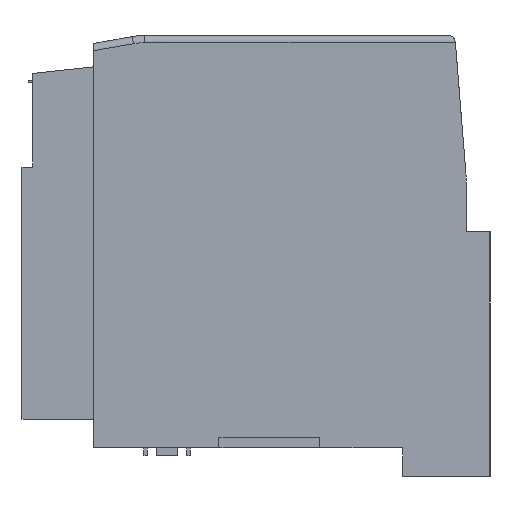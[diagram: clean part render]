
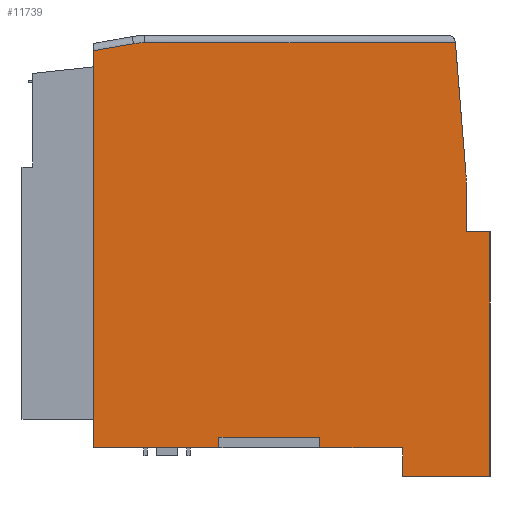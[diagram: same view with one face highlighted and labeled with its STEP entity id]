
A CAD part, left-side view. The second image highlights one B-rep face of the part: STEP entity #11739.
In plain terms, the highlighted planar face has unit normal (-1, 0, 0).
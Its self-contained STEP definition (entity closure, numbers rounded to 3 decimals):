
#399 = CARTESIAN_POINT ( 'NONE',  ( -44.35, 8.45, 1.5 ) ) ;
#1235 = VERTEX_POINT ( 'NONE', #17427 ) ;
#1256 = AXIS2_PLACEMENT_3D ( 'NONE', #17869, #4127, #20156 ) ;
#1785 = VECTOR ( 'NONE', #8745, 1000. ) ;
#2240 = EDGE_CURVE ( 'NONE', #18543, #17896, #15182, .T. ) ;
#2256 = VECTOR ( 'NONE', #14379, 1000. ) ;
#3409 = VECTOR ( 'NONE', #28478, 1000. ) ;
#3467 = DIRECTION ( 'NONE',  ( 0., 1., 0. ) ) ;
#3828 = DIRECTION ( 'NONE',  ( 0., 0., -1. ) ) ;
#4127 = DIRECTION ( 'NONE',  ( -1., 0., 0. ) ) ;
#4152 = LINE ( 'NONE', #14812, #3409 ) ;
#4944 = DIRECTION ( 'NONE',  ( 1., 0., 0. ) ) ;
#5008 = CARTESIAN_POINT ( 'NONE',  ( -44.35, -17.09, 0. ) ) ;
#5370 = VECTOR ( 'NONE', #3467, 1000. ) ;
#5420 = CARTESIAN_POINT ( 'NONE',  ( -44.35, -17.09, -4. ) ) ;
#5617 = CARTESIAN_POINT ( 'NONE',  ( -44.35, 20.332, 56.216 ) ) ;
#5645 = VERTEX_POINT ( 'NONE', #21270 ) ;
#5761 = ORIENTED_EDGE ( 'NONE', *, *, #15690, .T. ) ;
#6427 = CARTESIAN_POINT ( 'NONE',  ( -44.35, -29.25, 30.05 ) ) ;
#6633 = LINE ( 'NONE', #28185, #25675 ) ;
#7001 = DIRECTION ( 'NONE',  ( 0., -0.081, -0.997 ) ) ;
#7164 = CARTESIAN_POINT ( 'NONE',  ( -44.35, -29.25, 30.05 ) ) ;
#7218 = VERTEX_POINT ( 'NONE', #9479 ) ;
#7398 = ORIENTED_EDGE ( 'NONE', *, *, #20887, .T. ) ;
#7438 = ORIENTED_EDGE ( 'NONE', *, *, #24149, .F. ) ;
#7492 = EDGE_CURVE ( 'NONE', #16250, #29047, #15727, .T. ) ;
#7533 = DIRECTION ( 'NONE',  ( 0., 0., -1. ) ) ;
#7612 = DIRECTION ( 'NONE',  ( -1., 0., 0. ) ) ;
#7909 = LINE ( 'NONE', #6427, #1785 ) ;
#8088 = EDGE_CURVE ( 'NONE', #28411, #1235, #15312, .T. ) ;
#8745 = DIRECTION ( 'NONE',  ( 0., 1., 0. ) ) ;
#8764 = EDGE_CURVE ( 'NONE', #16629, #21217, #9457, .T. ) ;
#9079 = VERTEX_POINT ( 'NONE', #7164 ) ;
#9090 = CIRCLE ( 'NONE', #27211, 20. ) ;
#9199 = VECTOR ( 'NONE', #7533, 1000. ) ;
#9442 = PLANE ( 'NONE',  #12739 ) ;
#9457 = LINE ( 'NONE', #21569, #14863 ) ;
#9479 = CARTESIAN_POINT ( 'NONE',  ( -44.35, 18.784, 56.35 ) ) ;
#9958 = LINE ( 'NONE', #17593, #28200 ) ;
#10209 = CARTESIAN_POINT ( 'NONE',  ( -44.35, -29.25, -4. ) ) ;
#10811 = VERTEX_POINT ( 'NONE', #5008 ) ;
#10866 = ORIENTED_EDGE ( 'NONE', *, *, #27172, .F. ) ;
#10884 = CARTESIAN_POINT ( 'NONE',  ( -44.35, 25.95, 0. ) ) ;
#10895 = VERTEX_POINT ( 'NONE', #5420 ) ;
#11177 = DIRECTION ( 'NONE',  ( 0., -1., 0. ) ) ;
#11467 = LINE ( 'NONE', #28603, #5370 ) ;
#11655 = VECTOR ( 'NONE', #7001, 1000. ) ;
#11692 = ORIENTED_EDGE ( 'NONE', *, *, #22608, .T. ) ;
#11739 = ADVANCED_FACE ( 'NONE', ( #11948 ), #9442, .F. ) ;
#11741 = ORIENTED_EDGE ( 'NONE', *, *, #2240, .T. ) ;
#11948 = FACE_OUTER_BOUND ( 'NONE', #25328, .T. ) ;
#12469 = EDGE_CURVE ( 'NONE', #16645, #10895, #23991, .T. ) ;
#12502 = DIRECTION ( 'NONE',  ( 0., 0.985, -0.172 ) ) ;
#12602 = EDGE_CURVE ( 'NONE', #5645, #7218, #11467, .T. ) ;
#12739 = AXIS2_PLACEMENT_3D ( 'NONE', #18640, #4944, #20935 ) ;
#13238 = ORIENTED_EDGE ( 'NONE', *, *, #7492, .F. ) ;
#14017 = CARTESIAN_POINT ( 'NONE',  ( -44.35, -17.09, -4. ) ) ;
#14257 = CARTESIAN_POINT ( 'NONE',  ( -44.35, -25.95, 57.35 ) ) ;
#14379 = DIRECTION ( 'NONE',  ( 0., -1., 0. ) ) ;
#14547 = DIRECTION ( 'NONE',  ( 0., 0., -1. ) ) ;
#14812 = CARTESIAN_POINT ( 'NONE',  ( -44.35, -29.25, 30.05 ) ) ;
#14863 = VECTOR ( 'NONE', #12502, 1000. ) ;
#15182 = LINE ( 'NONE', #18927, #2256 ) ;
#15312 = LINE ( 'NONE', #14257, #9199 ) ;
#15645 = EDGE_CURVE ( 'NONE', #16250, #16400, #9958, .T. ) ;
#15690 = EDGE_CURVE ( 'NONE', #21217, #18543, #25370, .T. ) ;
#15727 = LINE ( 'NONE', #28260, #22551 ) ;
#16250 = VERTEX_POINT ( 'NONE', #26758 ) ;
#16302 = DIRECTION ( 'NONE',  ( 0., 0., 1. ) ) ;
#16329 = ORIENTED_EDGE ( 'NONE', *, *, #16421, .F. ) ;
#16400 = VERTEX_POINT ( 'NONE', #29593 ) ;
#16421 = EDGE_CURVE ( 'NONE', #5645, #18998, #23802, .T. ) ;
#16547 = EDGE_CURVE ( 'NONE', #28411, #18998, #9090, .T. ) ;
#16629 = VERTEX_POINT ( 'NONE', #5617 ) ;
#16645 = VERTEX_POINT ( 'NONE', #10209 ) ;
#16845 = DIRECTION ( 'NONE',  ( 0., 1., 0. ) ) ;
#16892 = DIRECTION ( 'NONE',  ( 0., 1., 0. ) ) ;
#17280 = LINE ( 'NONE', #24866, #29407 ) ;
#17427 = CARTESIAN_POINT ( 'NONE',  ( -44.35, -25.95, 30.05 ) ) ;
#17492 = ORIENTED_EDGE ( 'NONE', *, *, #8764, .T. ) ;
#17589 = VECTOR ( 'NONE', #16302, 1000. ) ;
#17593 = CARTESIAN_POINT ( 'NONE',  ( -44.35, -5.55, 1.5 ) ) ;
#17869 = CARTESIAN_POINT ( 'NONE',  ( -44.35, 18.784, 47.35 ) ) ;
#17896 = VERTEX_POINT ( 'NONE', #26342 ) ;
#18543 = VERTEX_POINT ( 'NONE', #10884 ) ;
#18640 = CARTESIAN_POINT ( 'NONE',  ( -44.35, -25.95, 57.35 ) ) ;
#18806 = ORIENTED_EDGE ( 'NONE', *, *, #29314, .T. ) ;
#18927 = CARTESIAN_POINT ( 'NONE',  ( -44.35, -25.95, 0. ) ) ;
#18998 = VERTEX_POINT ( 'NONE', #29126 ) ;
#19207 = ORIENTED_EDGE ( 'NONE', *, *, #8088, .F. ) ;
#19245 = VECTOR ( 'NONE', #19962, 1000. ) ;
#19962 = DIRECTION ( 'NONE',  ( 0., 0., -1. ) ) ;
#20156 = DIRECTION ( 'NONE',  ( 0., 0., -1. ) ) ;
#20708 = CARTESIAN_POINT ( 'NONE',  ( -44.35, -24.35, 57.35 ) ) ;
#20849 = ORIENTED_EDGE ( 'NONE', *, *, #12469, .F. ) ;
#20887 = EDGE_CURVE ( 'NONE', #16400, #10811, #17280, .T. ) ;
#20935 = DIRECTION ( 'NONE',  ( 0., 0., -1. ) ) ;
#21075 = CARTESIAN_POINT ( 'NONE',  ( -44.35, -25.95, 36.791 ) ) ;
#21217 = VERTEX_POINT ( 'NONE', #23934 ) ;
#21270 = CARTESIAN_POINT ( 'NONE',  ( -44.35, -24.431, 56.35 ) ) ;
#21281 = CARTESIAN_POINT ( 'NONE',  ( -44.35, -5.95, 36.791 ) ) ;
#21569 = CARTESIAN_POINT ( 'NONE',  ( -44.35, -24.773, 64.091 ) ) ;
#21652 = CIRCLE ( 'NONE', #1256, 9. ) ;
#22247 = ORIENTED_EDGE ( 'NONE', *, *, #28570, .F. ) ;
#22258 = ORIENTED_EDGE ( 'NONE', *, *, #15645, .T. ) ;
#22385 = CARTESIAN_POINT ( 'NONE',  ( -44.35, 25.95, 57.35 ) ) ;
#22551 = VECTOR ( 'NONE', #16892, 1000. ) ;
#22608 = EDGE_CURVE ( 'NONE', #7218, #16629, #21652, .T. ) ;
#23623 = DIRECTION ( 'NONE',  ( 0., 0., -1. ) ) ;
#23802 = LINE ( 'NONE', #20708, #11655 ) ;
#23934 = CARTESIAN_POINT ( 'NONE',  ( -44.35, 25.95, 55.235 ) ) ;
#23991 = LINE ( 'NONE', #28202, #29333 ) ;
#24149 = EDGE_CURVE ( 'NONE', #29047, #17896, #6633, .T. ) ;
#24842 = ORIENTED_EDGE ( 'NONE', *, *, #16547, .T. ) ;
#24866 = CARTESIAN_POINT ( 'NONE',  ( -44.35, -25.95, 0. ) ) ;
#25328 = EDGE_LOOP ( 'NONE', ( #16329, #29583, #11692, #17492, #5761, #11741, #7438, #13238, #22258, #7398, #10866, #20849, #22247, #18806, #19207, #24842 ) ) ;
#25370 = LINE ( 'NONE', #22385, #19245 ) ;
#25675 = VECTOR ( 'NONE', #14547, 1000. ) ;
#26342 = CARTESIAN_POINT ( 'NONE',  ( -44.35, 8.45, 0. ) ) ;
#26758 = CARTESIAN_POINT ( 'NONE',  ( -44.35, -5.55, 1.5 ) ) ;
#27172 = EDGE_CURVE ( 'NONE', #10895, #10811, #29685, .T. ) ;
#27211 = AXIS2_PLACEMENT_3D ( 'NONE', #21281, #7612, #23623 ) ;
#28185 = CARTESIAN_POINT ( 'NONE',  ( -44.35, 8.45, 1.5 ) ) ;
#28200 = VECTOR ( 'NONE', #3828, 1000. ) ;
#28202 = CARTESIAN_POINT ( 'NONE',  ( -44.35, -17.09, -4. ) ) ;
#28260 = CARTESIAN_POINT ( 'NONE',  ( -44.35, 0., 1.5 ) ) ;
#28411 = VERTEX_POINT ( 'NONE', #21075 ) ;
#28478 = DIRECTION ( 'NONE',  ( 0., 0., -1. ) ) ;
#28570 = EDGE_CURVE ( 'NONE', #9079, #16645, #4152, .T. ) ;
#28603 = CARTESIAN_POINT ( 'NONE',  ( -44.35, -25.95, 56.35 ) ) ;
#29047 = VERTEX_POINT ( 'NONE', #399 ) ;
#29126 = CARTESIAN_POINT ( 'NONE',  ( -44.35, -25.885, 38.406 ) ) ;
#29314 = EDGE_CURVE ( 'NONE', #9079, #1235, #7909, .T. ) ;
#29333 = VECTOR ( 'NONE', #16845, 1000. ) ;
#29407 = VECTOR ( 'NONE', #11177, 1000. ) ;
#29583 = ORIENTED_EDGE ( 'NONE', *, *, #12602, .T. ) ;
#29593 = CARTESIAN_POINT ( 'NONE',  ( -44.35, -5.55, 0. ) ) ;
#29685 = LINE ( 'NONE', #14017, #17589 ) ;
